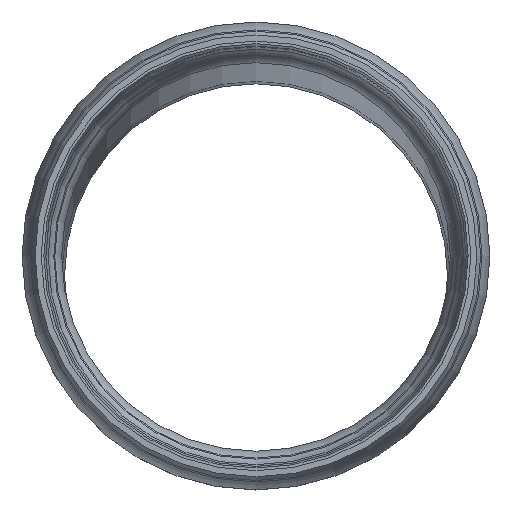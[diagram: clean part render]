
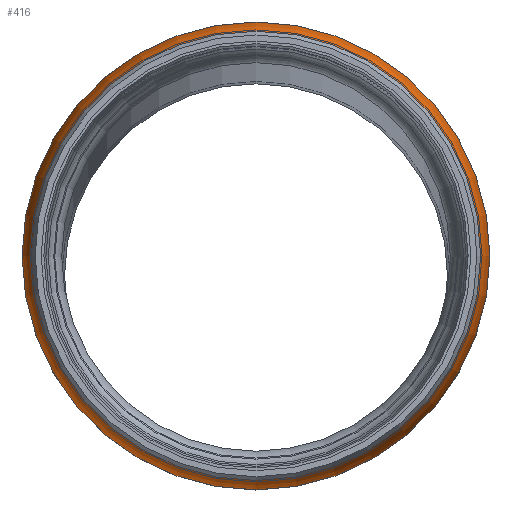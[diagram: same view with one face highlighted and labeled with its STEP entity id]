
A CAD part, top view. The second image highlights one B-rep face of the part: STEP entity #416.
In plain terms, the highlighted toroidal (fillet/blend) face has major radius 340.006 mm and minor radius 249.994 mm.
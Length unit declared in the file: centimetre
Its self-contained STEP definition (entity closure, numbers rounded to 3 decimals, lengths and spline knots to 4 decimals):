
#65=FACE_OUTER_BOUND('',#92,.T.);
#92=EDGE_LOOP('',(#312,#313,#314,#315,#316,#317));
#130=CIRCLE('',#467,56.6577);
#131=CIRCLE('',#468,56.6577);
#132=CIRCLE('',#470,59.);
#133=CIRCLE('',#471,24.9994);
#134=CIRCLE('',#472,59.);
#180=VERTEX_POINT('',#742);
#181=VERTEX_POINT('',#743);
#182=VERTEX_POINT('',#748);
#183=VERTEX_POINT('',#749);
#228=EDGE_CURVE('',#180,#181,#130,.T.);
#229=EDGE_CURVE('',#181,#180,#131,.T.);
#231=EDGE_CURVE('',#182,#183,#132,.T.);
#232=EDGE_CURVE('',#182,#180,#133,.T.);
#233=EDGE_CURVE('',#183,#182,#134,.T.);
#312=ORIENTED_EDGE('',*,*,#231,.F.);
#313=ORIENTED_EDGE('',*,*,#232,.T.);
#314=ORIENTED_EDGE('',*,*,#228,.T.);
#315=ORIENTED_EDGE('',*,*,#229,.T.);
#316=ORIENTED_EDGE('',*,*,#232,.F.);
#317=ORIENTED_EDGE('',*,*,#233,.F.);
#398=TOROIDAL_SURFACE('',#469,34.0006,24.9994);
#416=ADVANCED_FACE('',(#65),#398,.T.);
#467=AXIS2_PLACEMENT_3D('',#744,#586,#587);
#468=AXIS2_PLACEMENT_3D('',#745,#588,#589);
#469=AXIS2_PLACEMENT_3D('',#747,#591,#592);
#470=AXIS2_PLACEMENT_3D('',#750,#593,#594);
#471=AXIS2_PLACEMENT_3D('',#751,#595,#596);
#472=AXIS2_PLACEMENT_3D('',#752,#597,#598);
#586=DIRECTION('center_axis',(0.,0.,-1.));
#587=DIRECTION('ref_axis',(1.,0.,0.));
#588=DIRECTION('center_axis',(0.,0.,-1.));
#589=DIRECTION('ref_axis',(1.,0.,0.));
#591=DIRECTION('center_axis',(0.,0.,-1.));
#592=DIRECTION('ref_axis',(0.,1.,0.));
#593=DIRECTION('center_axis',(0.,0.,-1.));
#594=DIRECTION('ref_axis',(1.,0.,0.));
#595=DIRECTION('center_axis',(-1.,0.,0.));
#596=DIRECTION('ref_axis',(0.,-1.,0.));
#597=DIRECTION('center_axis',(0.,0.,-1.));
#598=DIRECTION('ref_axis',(1.,0.,0.));
#742=CARTESIAN_POINT('',(111.7361,1239.1482,1266.9631));
#743=CARTESIAN_POINT('',(168.3938,1295.8059,1266.9631));
#744=CARTESIAN_POINT('Origin',(111.7361,1295.8059,1266.9631));
#745=CARTESIAN_POINT('Origin',(111.7361,1295.8059,1266.9631));
#747=CARTESIAN_POINT('Origin',(111.7361,1295.8059,1256.3978));
#748=CARTESIAN_POINT('',(111.7361,1236.8059,1256.3977));
#749=CARTESIAN_POINT('',(170.7361,1295.8059,1256.3977));
#750=CARTESIAN_POINT('Origin',(111.7361,1295.8059,1256.3977));
#751=CARTESIAN_POINT('Origin',(111.7361,1261.8053,1256.3978));
#752=CARTESIAN_POINT('Origin',(111.7361,1295.8059,1256.3977));
